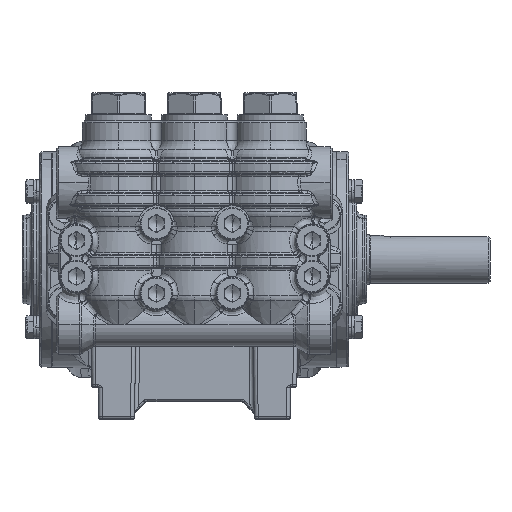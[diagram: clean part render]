
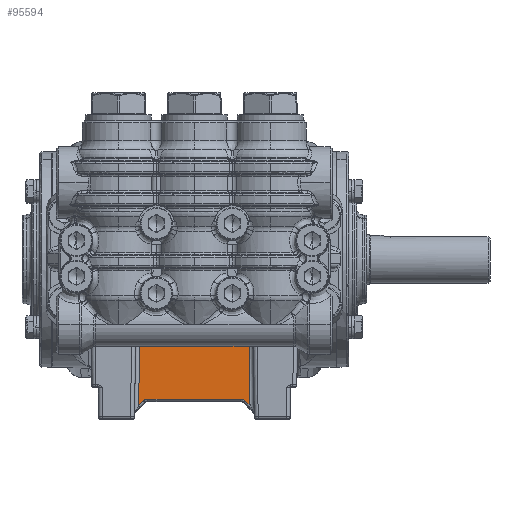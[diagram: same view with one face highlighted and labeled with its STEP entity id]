
A CAD part, top view. The second image highlights one B-rep face of the part: STEP entity #95594.
In plain terms, the highlighted planar face has unit normal (0, -0.018, 1).
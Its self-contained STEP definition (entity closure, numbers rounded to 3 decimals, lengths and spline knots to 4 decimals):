
#3367 = EDGE_CURVE ( 'NONE', #147238, #36193, #100327, .T. ) ;
#6194 = ORIENTED_EDGE ( 'NONE', *, *, #164346, .F. ) ;
#16663 = LINE ( 'NONE', #142917, #126913 ) ;
#17605 = CARTESIAN_POINT ( 'NONE',  ( -0.9458, -2.7604, 4.2981 ) ) ;
#21260 = CARTESIAN_POINT ( 'NONE',  ( 0., -1.6762, 4.3171 ) ) ;
#22468 = FACE_OUTER_BOUND ( 'NONE', #142200, .T. ) ;
#25193 = ORIENTED_EDGE ( 'NONE', *, *, #102857, .F. ) ;
#25205 = CARTESIAN_POINT ( 'NONE',  ( 0.914, -2.7604, 4.2981 ) ) ;
#25963 = LINE ( 'NONE', #77636, #79564 ) ;
#27908 = LINE ( 'NONE', #104158, #49301 ) ;
#30892 = CARTESIAN_POINT ( 'NONE',  ( 1.0979, -2.8954, 4.2958 ) ) ;
#34145 = ORIENTED_EDGE ( 'NONE', *, *, #55677, .F. ) ;
#36193 = VERTEX_POINT ( 'NONE', #21260 ) ;
#36517 = LINE ( 'NONE', #73842, #128163 ) ;
#38220 = CARTESIAN_POINT ( 'NONE',  ( 0.7177, -1.6684, 4.3172 ) ) ;
#38536 = CARTESIAN_POINT ( 'NONE',  ( 1.1264, -2.9239, 4.2953 ) ) ;
#39089 =( BOUNDED_CURVE ( )  B_SPLINE_CURVE ( 3, ( #93049, #17605, #57379, #159917 ),
 .UNSPECIFIED., .F., .F. ) 
 B_SPLINE_CURVE_WITH_KNOTS ( ( 4, 4 ),
 ( 0., 0.7854 ),
 .UNSPECIFIED. ) 
 CURVE ( )  GEOMETRIC_REPRESENTATION_ITEM ( )  RATIONAL_B_SPLINE_CURVE ( ( 1., 0.949, 0.949, 1. ) ) 
 REPRESENTATION_ITEM ( '' )  );
#39153 = CARTESIAN_POINT ( 'NONE',  ( -0.914, -2.7604, 4.2981 ) ) ;
#43031 = VERTEX_POINT ( 'NONE', #25205 ) ;
#43748 = CARTESIAN_POINT ( 'NONE',  ( 0.914, -2.7604, 4.2981 ) ) ;
#43961 = CARTESIAN_POINT ( 'NONE',  ( -0.7177, -1.6684, 4.3172 ) ) ;
#46984 = DIRECTION ( 'NONE',  ( 0., -0.017, 1. ) ) ;
#49301 = VECTOR ( 'NONE', #117729, 39.3701 ) ;
#55252 = CARTESIAN_POINT ( 'NONE',  ( -1.0763, -1.6536, 4.3175 ) ) ;
#55677 = EDGE_CURVE ( 'NONE', #160497, #91909, #16663, .T. ) ;
#57379 = CARTESIAN_POINT ( 'NONE',  ( -0.9751, -2.7726, 4.2979 ) ) ;
#58150 = CARTESIAN_POINT ( 'NONE',  ( 0.9751, -2.7726, 4.2979 ) ) ;
#67481 = DIRECTION ( 'NONE',  ( -0.707, -0.707, -0.012 ) ) ;
#70969 = ORIENTED_EDGE ( 'NONE', *, *, #123738, .T. ) ;
#71061 = CARTESIAN_POINT ( 'NONE',  ( 0., -1.6762, 4.3171 ) ) ;
#73842 = CARTESIAN_POINT ( 'NONE',  ( -1.0751, -1.5883, 4.3186 ) ) ;
#74117 = PLANE ( 'NONE',  #152612 ) ;
#75523 = DIRECTION ( 'NONE',  ( 0.017, 1., 0.017 ) ) ;
#76808 = DIRECTION ( 'NONE',  ( 1., 0., 0. ) ) ;
#77636 = CARTESIAN_POINT ( 'NONE',  ( 0.914, -2.7604, 4.2981 ) ) ;
#79564 = VECTOR ( 'NONE', #76808, 39.3701 ) ;
#83125 = CARTESIAN_POINT ( 'NONE',  ( 0.9976, -2.795, 4.2975 ) ) ;
#84604 = CARTESIAN_POINT ( 'NONE',  ( -1.0763, -1.6536, 4.3175 ) ) ;
#87688 = VERTEX_POINT ( 'NONE', #83125 ) ;
#90253 = DIRECTION ( 'NONE',  ( 0.707, -0.707, -0.012 ) ) ;
#90770 = CARTESIAN_POINT ( 'NONE',  ( 1.0763, -1.6536, 4.3175 ) ) ;
#91909 = VERTEX_POINT ( 'NONE', #108768 ) ;
#93049 = CARTESIAN_POINT ( 'NONE',  ( -0.914, -2.7604, 4.2981 ) ) ;
#95594 = ADVANCED_FACE ( 'NONE', ( #22468 ), #74117, .T. ) ;
#95885 = CARTESIAN_POINT ( 'NONE',  ( 1.0763, -1.6536, 4.3175 ) ) ;
#96656 = ORIENTED_EDGE ( 'NONE', *, *, #149800, .T. ) ;
#100327 = B_SPLINE_CURVE_WITH_KNOTS ( 'NONE', 3,
 ( #90770, #38220, #117880, #105170 ),
 .UNSPECIFIED., .F., .F.,
 ( 4, 4 ),
 ( 0., 0.0273 ),
 .UNSPECIFIED. ) ;
#102070 = B_SPLINE_CURVE_WITH_KNOTS ( 'NONE', 3,
 ( #84604, #43961, #146541, #71061 ),
 .UNSPECIFIED., .F., .F.,
 ( 4, 4 ),
 ( 0., 0.0273 ),
 .UNSPECIFIED. ) ;
#102857 = EDGE_CURVE ( 'NONE', #147230, #36193, #102070, .T. ) ;
#104158 = CARTESIAN_POINT ( 'NONE',  ( 1.0751, -1.5883, 4.3186 ) ) ;
#105170 = CARTESIAN_POINT ( 'NONE',  ( 0., -1.6762, 4.3171 ) ) ;
#107874 = VERTEX_POINT ( 'NONE', #30892 ) ;
#108768 = CARTESIAN_POINT ( 'NONE',  ( -1.0979, -2.8954, 4.2958 ) ) ;
#111440 = CARTESIAN_POINT ( 'NONE',  ( 1.1811, -3.1496, 4.2913 ) ) ;
#114981 = ORIENTED_EDGE ( 'NONE', *, *, #3367, .T. ) ;
#115609 = ORIENTED_EDGE ( 'NONE', *, *, #134168, .T. ) ;
#117293 = EDGE_CURVE ( 'NONE', #134542, #43031, #25963, .T. ) ;
#117729 = DIRECTION ( 'NONE',  ( -0.017, 1., 0.017 ) ) ;
#117776 = ORIENTED_EDGE ( 'NONE', *, *, #160272, .F. ) ;
#117880 = CARTESIAN_POINT ( 'NONE',  ( 0.3589, -1.6762, 4.3171 ) ) ;
#123680 = CARTESIAN_POINT ( 'NONE',  ( -0.9976, -2.795, 4.2975 ) ) ;
#123738 = EDGE_CURVE ( 'NONE', #43031, #87688, #142665, .T. ) ;
#125790 = DIRECTION ( 'NONE',  ( 0., 1., 0.017 ) ) ;
#126913 = VECTOR ( 'NONE', #67481, 39.3701 ) ;
#128163 = VECTOR ( 'NONE', #75523, 39.3701 ) ;
#128366 = LINE ( 'NONE', #38536, #143643 ) ;
#134168 = EDGE_CURVE ( 'NONE', #87688, #107874, #128366, .T. ) ;
#134542 = VERTEX_POINT ( 'NONE', #39153 ) ;
#142200 = EDGE_LOOP ( 'NONE', ( #70969, #115609, #96656, #114981, #25193, #117776, #34145, #6194, #145796 ) ) ;
#142665 =( BOUNDED_CURVE ( )  B_SPLINE_CURVE ( 3, ( #43748, #158211, #58150, #159037 ),
 .UNSPECIFIED., .F., .F. ) 
 B_SPLINE_CURVE_WITH_KNOTS ( ( 4, 4 ),
 ( 0., 0.7854 ),
 .UNSPECIFIED. ) 
 CURVE ( )  GEOMETRIC_REPRESENTATION_ITEM ( )  RATIONAL_B_SPLINE_CURVE ( ( 1., 0.949, 0.949, 1. ) ) 
 REPRESENTATION_ITEM ( '' )  );
#142917 = CARTESIAN_POINT ( 'NONE',  ( -1.1264, -2.9239, 4.2953 ) ) ;
#143643 = VECTOR ( 'NONE', #90253, 39.3701 ) ;
#145796 = ORIENTED_EDGE ( 'NONE', *, *, #117293, .T. ) ;
#146541 = CARTESIAN_POINT ( 'NONE',  ( -0.3589, -1.6762, 4.3171 ) ) ;
#147230 = VERTEX_POINT ( 'NONE', #55252 ) ;
#147238 = VERTEX_POINT ( 'NONE', #95885 ) ;
#149800 = EDGE_CURVE ( 'NONE', #107874, #147238, #27908, .T. ) ;
#152612 = AXIS2_PLACEMENT_3D ( 'NONE', #111440, #46984, #125790 ) ;
#158211 = CARTESIAN_POINT ( 'NONE',  ( 0.9458, -2.7604, 4.2981 ) ) ;
#159037 = CARTESIAN_POINT ( 'NONE',  ( 0.9976, -2.795, 4.2975 ) ) ;
#159917 = CARTESIAN_POINT ( 'NONE',  ( -0.9976, -2.795, 4.2975 ) ) ;
#160272 = EDGE_CURVE ( 'NONE', #91909, #147230, #36517, .T. ) ;
#160497 = VERTEX_POINT ( 'NONE', #123680 ) ;
#164346 = EDGE_CURVE ( 'NONE', #134542, #160497, #39089, .T. ) ;
